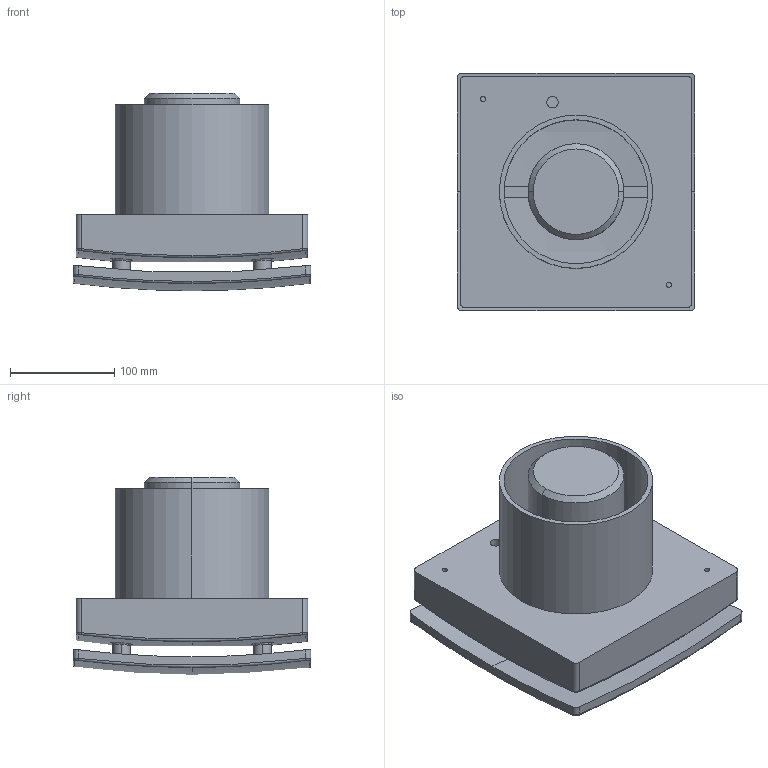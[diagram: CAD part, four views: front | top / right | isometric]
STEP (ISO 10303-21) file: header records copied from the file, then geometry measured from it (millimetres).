
FILE_DESCRIPTION (( 'STEP AP214' ), '1' );
FILE_NAME ('ECA 150.STEP', '2017-03-09T18:04:30', ( 'CADnetwork' ), ( '' ), 'SwSTEP 2.0', 'SolidWorks 2012', '' );
FILE_SCHEMA (( 'AUTOMOTIVE_DESIGN' ));
Length unit declared in the file: millimetre
Products named in the file (1): ECA 150
Bounding box: 228 x 228 x 189.3 mm (x, y, z)
Volume: 2976917.2 mm3; surface area: 380902.4 mm2
Topology: 1 solids, 1 shells, 88 faces, 222 edges, 140 vertices
Faces by surface type: cylinder 30, plane 22, bspline 16, torus 12, sphere 6, cone 2
Entity records: 5586 total; most frequent: CARTESIAN_POINT 3485, ORIENTED_EDGE 444, DIRECTION 428, EDGE_CURVE 222, AXIS2_PLACEMENT_3D 185, VERTEX_POINT 140, CIRCLE 112, EDGE_LOOP 102
